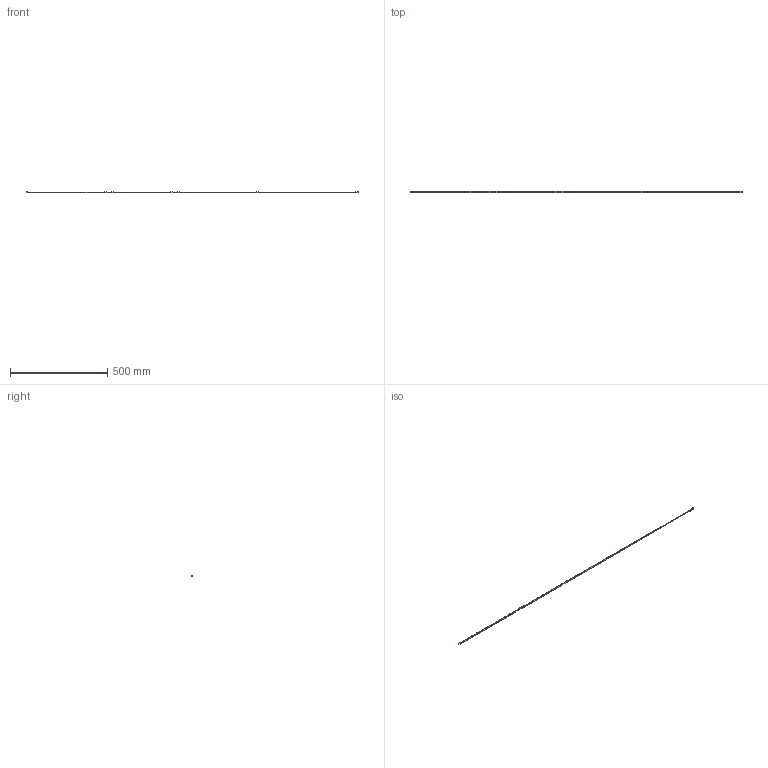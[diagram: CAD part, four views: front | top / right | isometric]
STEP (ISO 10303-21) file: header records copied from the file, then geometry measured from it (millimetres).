
FILE_DESCRIPTION (( 'STEP AP214' ), '1' );
FILE_NAME ('2206-01.STEP', '2014-11-04T09:35:30', ( '' ), ( '' ), 'SwSTEP 2.0', 'SolidWorks 2014', '' );
FILE_SCHEMA (( 'AUTOMOTIVE_DESIGN' ));
Length unit declared in the file: millimetre
Products named in the file (1): 2206-01
Bounding box: 1706 x 10 x 6.5 mm (x, y, z)
Volume: 17312.2 mm3; surface area: 32128.8 mm2
Topology: 50 solids, 50 shells, 399 faces, 852 edges, 568 vertices
Faces by surface type: plane 393, cylinder 6
Entity records: 11013 total; most frequent: CARTESIAN_POINT 1820, ORIENTED_EDGE 1704, DIRECTION 1664, EDGE_CURVE 852, LINE 840, VECTOR 840, VERTEX_POINT 568, EDGE_LOOP 414
